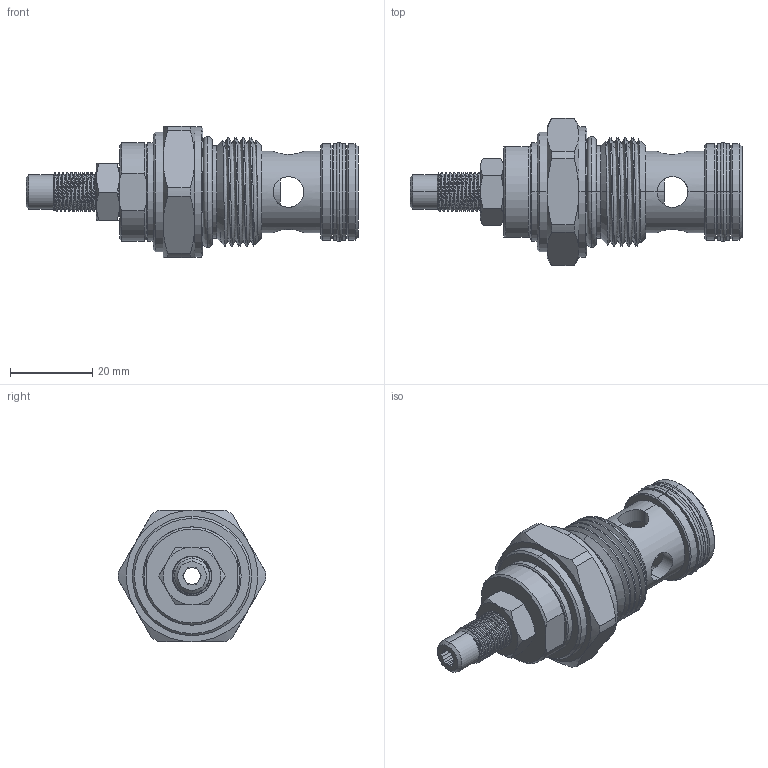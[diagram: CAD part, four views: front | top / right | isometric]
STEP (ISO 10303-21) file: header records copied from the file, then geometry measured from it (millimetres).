
FILE_DESCRIPTION (( 'STEP AP203' ), '1' );
FILE_NAME ('NV17E20-L.STEP', '2016-07-22T00:25:54', ( '' ), ( '' ), 'SwSTEP 2.0', 'SolidWorks 2012', '' );
FILE_SCHEMA (( 'CONFIG_CONTROL_DESIGN' ));
Length unit declared in the file: millimetre
Products named in the file (1): NV17E20-L
Bounding box: 80.74 x 35.79 x 32 mm (x, y, z)
Surface area: 11543.5 mm2 (no closed solid volume)
Topology: 0 solids, 11 shells, 208 faces, 563 edges, 363 vertices
Faces by surface type: cylinder 99, cone 50, plane 44, torus 10, bspline 5
Entity records: 14433 total; most frequent: CARTESIAN_POINT 9502, ORIENTED_EDGE 1056, DIRECTION 957, EDGE_CURVE 563, AXIS2_PLACEMENT_3D 384, VERTEX_POINT 363, EDGE_LOOP 230, ADVANCED_FACE 208
